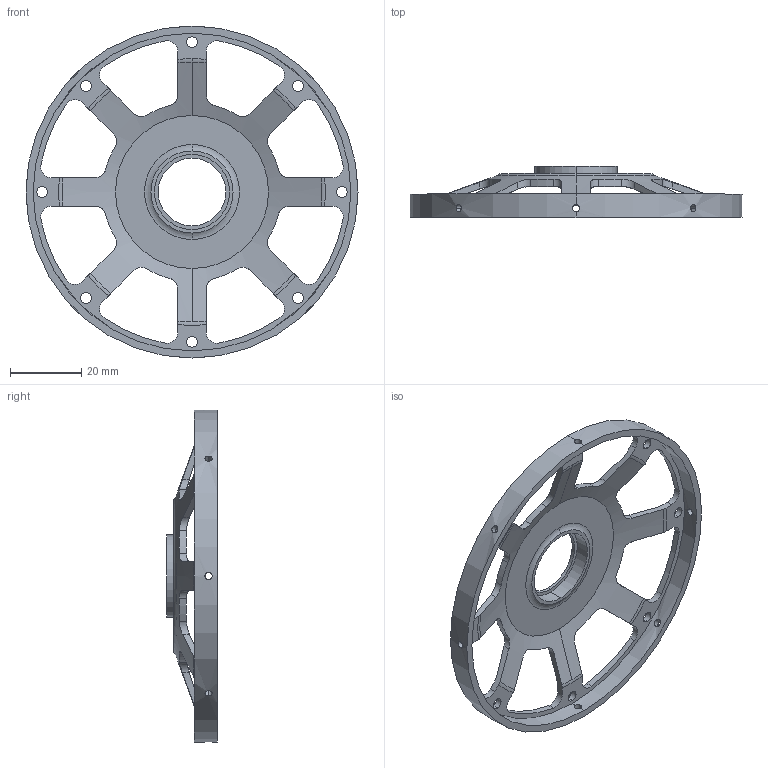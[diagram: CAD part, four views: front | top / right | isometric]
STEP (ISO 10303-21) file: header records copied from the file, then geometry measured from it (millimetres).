
FILE_DESCRIPTION (( 'STEP AP214' ), '1' );
FILE_NAME ('back housing.STEP', '2025-02-09T13:19:13', ( '' ), ( '' ), 'SwSTEP 2.0', 'SolidWorks 2024', '' );
FILE_SCHEMA (( 'AUTOMOTIVE_DESIGN' ));
Length unit declared in the file: millimetre
Products named in the file (1): back housing
Bounding box: 93 x 14.25 x 93 mm (x, y, z)
Volume: 10435.7 mm3; surface area: 12690 mm2
Topology: 1 solids, 1 shells, 146 faces, 470 edges, 312 vertices
Faces by surface type: cylinder 96, plane 24, torus 22, cone 4
Entity records: 6279 total; most frequent: CARTESIAN_POINT 2125, ORIENTED_EDGE 940, DIRECTION 802, EDGE_CURVE 470, AXIS2_PLACEMENT_3D 325, VERTEX_POINT 312, EDGE_LOOP 182, CIRCLE 178
